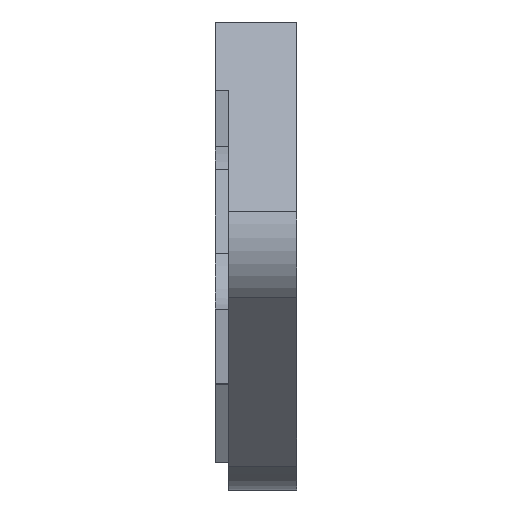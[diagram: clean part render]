
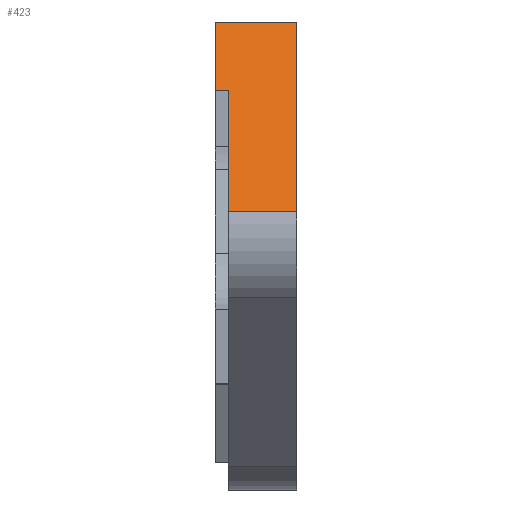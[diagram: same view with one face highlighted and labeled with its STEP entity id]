
A CAD part, left-side view. The second image highlights one B-rep face of the part: STEP entity #423.
In plain terms, the highlighted planar face has unit normal (-0.937, 0, 0.348).
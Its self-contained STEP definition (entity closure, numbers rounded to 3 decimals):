
#2 = AXIS2_PLACEMENT_3D ( 'NONE', #698, #1630, #726 ) ;
#53 = ORIENTED_EDGE ( 'NONE', *, *, #409, .T. ) ;
#70 = CARTESIAN_POINT ( 'NONE',  ( -7.857, 5., -5. ) ) ;
#97 = LINE ( 'NONE', #1551, #866 ) ;
#153 = CARTESIAN_POINT ( 'NONE',  ( -11.159, 6., -13.891 ) ) ;
#162 = EDGE_CURVE ( 'NONE', #453, #419, #380, .T. ) ;
#219 = PLANE ( 'NONE',  #2 ) ;
#271 = CARTESIAN_POINT ( 'NONE',  ( -7.857, 6., -5. ) ) ;
#379 = CARTESIAN_POINT ( 'NONE',  ( -11.159, 0., -13.891 ) ) ;
#380 = LINE ( 'NONE', #153, #898 ) ;
#406 = DIRECTION ( 'NONE',  ( 0., 1., 0. ) ) ;
#409 = EDGE_CURVE ( 'NONE', #419, #1463, #1871, .T. ) ;
#413 = DIRECTION ( 'NONE',  ( 0., -1., 0. ) ) ;
#419 = VERTEX_POINT ( 'NONE', #379 ) ;
#423 = ADVANCED_FACE ( 'NONE', ( #562 ), #219, .F. ) ;
#453 = VERTEX_POINT ( 'NONE', #865 ) ;
#478 = DIRECTION ( 'NONE',  ( 0., -1., 0. ) ) ;
#515 = ORIENTED_EDGE ( 'NONE', *, *, #1001, .F. ) ;
#531 = DIRECTION ( 'NONE',  ( 0.348, 0., 0.937 ) ) ;
#562 = FACE_OUTER_BOUND ( 'NONE', #962, .T. ) ;
#573 = ORIENTED_EDGE ( 'NONE', *, *, #162, .T. ) ;
#609 = LINE ( 'NONE', #1137, #819 ) ;
#615 = DIRECTION ( 'NONE',  ( 0.348, 0., 0.937 ) ) ;
#678 = CARTESIAN_POINT ( 'NONE',  ( -12.5, 0., -17.5 ) ) ;
#698 = CARTESIAN_POINT ( 'NONE',  ( -12.5, 6., -17.5 ) ) ;
#726 = DIRECTION ( 'NONE',  ( -0.348, 0., -0.937 ) ) ;
#745 = VECTOR ( 'NONE', #406, 1000. ) ;
#813 = CARTESIAN_POINT ( 'NONE',  ( -6., 6., 0. ) ) ;
#819 = VECTOR ( 'NONE', #1905, 1000. ) ;
#865 = CARTESIAN_POINT ( 'NONE',  ( -11.159, 5., -13.891 ) ) ;
#866 = VECTOR ( 'NONE', #615, 1000. ) ;
#868 = CARTESIAN_POINT ( 'NONE',  ( -7.857, 5., -5. ) ) ;
#898 = VECTOR ( 'NONE', #478, 1000. ) ;
#933 = LINE ( 'NONE', #1627, #1456 ) ;
#942 = VERTEX_POINT ( 'NONE', #813 ) ;
#945 = ORIENTED_EDGE ( 'NONE', *, *, #1448, .F. ) ;
#962 = EDGE_LOOP ( 'NONE', ( #1980, #1702, #515, #573, #53, #945 ) ) ;
#976 = VERTEX_POINT ( 'NONE', #70 ) ;
#1001 = EDGE_CURVE ( 'NONE', #453, #976, #609, .T. ) ;
#1135 = EDGE_CURVE ( 'NONE', #1729, #942, #97, .T. ) ;
#1137 = CARTESIAN_POINT ( 'NONE',  ( -12.5, 5., -17.5 ) ) ;
#1448 = EDGE_CURVE ( 'NONE', #942, #1463, #933, .T. ) ;
#1454 = LINE ( 'NONE', #868, #745 ) ;
#1456 = VECTOR ( 'NONE', #413, 1000. ) ;
#1463 = VERTEX_POINT ( 'NONE', #1937 ) ;
#1464 = VECTOR ( 'NONE', #531, 1000. ) ;
#1551 = CARTESIAN_POINT ( 'NONE',  ( -12.5, 6., -17.5 ) ) ;
#1627 = CARTESIAN_POINT ( 'NONE',  ( -6., 6., 0. ) ) ;
#1630 = DIRECTION ( 'NONE',  ( 0.937, 0., -0.348 ) ) ;
#1702 = ORIENTED_EDGE ( 'NONE', *, *, #1817, .F. ) ;
#1729 = VERTEX_POINT ( 'NONE', #271 ) ;
#1817 = EDGE_CURVE ( 'NONE', #976, #1729, #1454, .T. ) ;
#1871 = LINE ( 'NONE', #678, #1464 ) ;
#1905 = DIRECTION ( 'NONE',  ( 0.348, 0., 0.937 ) ) ;
#1937 = CARTESIAN_POINT ( 'NONE',  ( -6., 0., 0. ) ) ;
#1980 = ORIENTED_EDGE ( 'NONE', *, *, #1135, .F. ) ;
